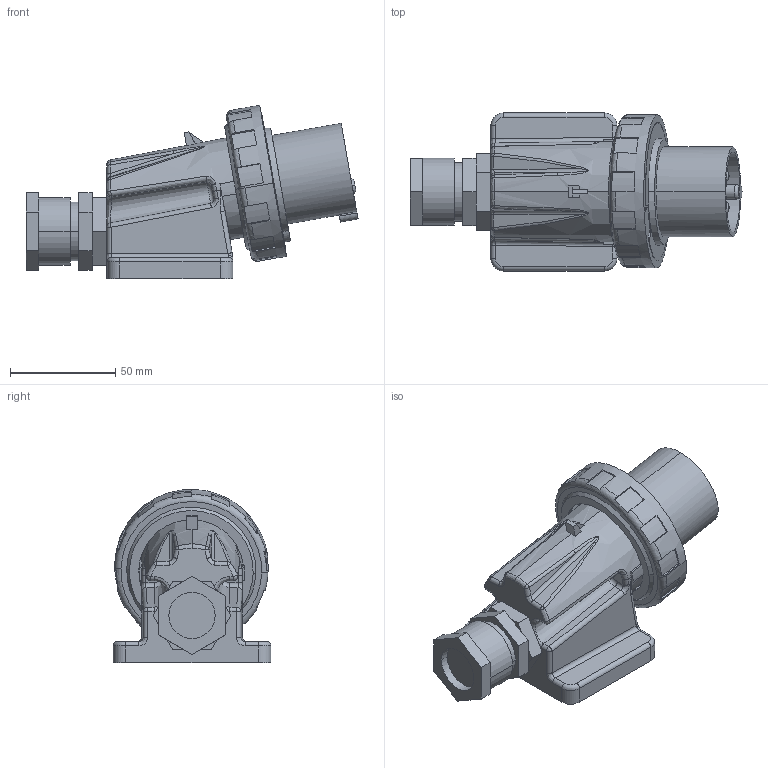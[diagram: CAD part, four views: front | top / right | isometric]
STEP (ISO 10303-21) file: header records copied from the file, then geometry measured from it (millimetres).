
FILE_DESCRIPTION((''),'2;1');
FILE_NAME('GW60426_ASM','2021-10-19T10:07:10',('User'),('Axiro Italia'),'CREO PARAMETRIC BY PTC INC, 2020354','CREO PARAMETRIC BY PTC INC, 2020354','');
FILE_SCHEMA(('CONFIG_CONTROL_DESIGN'));
Length unit declared in the file: millimetre
Products named in the file (4): GW60426_COMPONENTE_A_OR; GW60426_COMPONENTE_B_OR; GW60426_COMPONENTE_C_OR; GW60426_ASM
Assembly tree (3 placements, depth 2):
  GW60426_ASM
    GW60426_COMPONENTE_A_OR
    GW60426_COMPONENTE_B_OR
    GW60426_COMPONENTE_C_OR
Bounding box: 158.04 x 75.2 x 82.53 mm (x, y, z)
Volume: 140052.5 mm3; surface area: 83321 mm2
Topology: 3 solids, 3 shells, 427 faces, 1071 edges, 676 vertices
Faces by surface type: plane 214, cylinder 142, bspline 34, torus 16, cone 13, sphere 8
Entity records: 16295 total; most frequent: CARTESIAN_POINT 5990, DIRECTION 2170, ORIENTED_EDGE 2142, EDGE_CURVE 1071, AXIS2_PLACEMENT_3D 837, VERTEX_POINT 676, VECTOR 496, LINE 496
